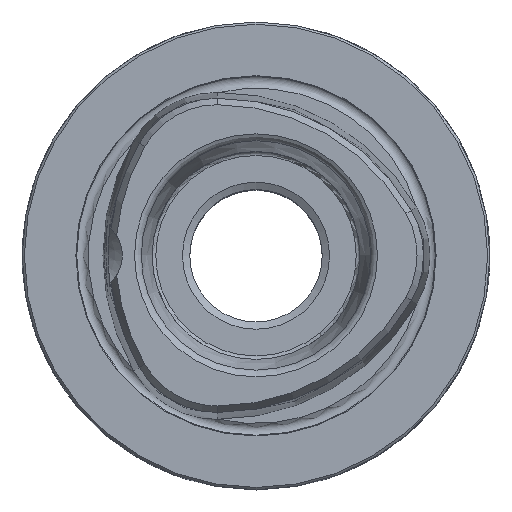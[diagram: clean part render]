
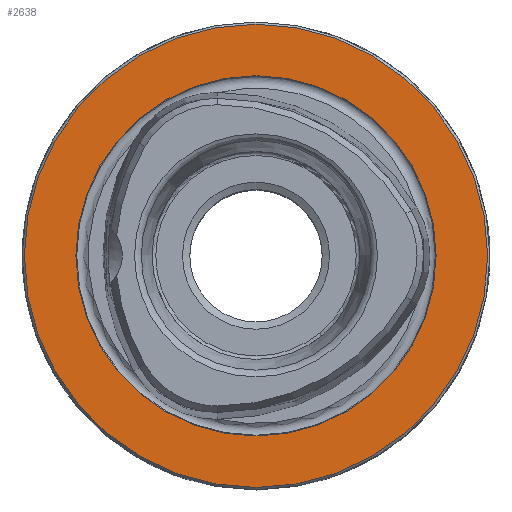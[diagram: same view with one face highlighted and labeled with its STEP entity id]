
A CAD part, top view. The second image highlights one B-rep face of the part: STEP entity #2638.
In plain terms, the highlighted planar face has unit normal (0, 0, 1).
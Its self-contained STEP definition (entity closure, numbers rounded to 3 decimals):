
#228=PLANE('',#2832);
#440=ORIENTED_EDGE('',*,*,#769,.T.);
#441=ORIENTED_EDGE('',*,*,#847,.F.);
#769=EDGE_CURVE('',#1001,#1001,#1164,.T.);
#847=EDGE_CURVE('',#1058,#1058,#1183,.T.);
#1001=VERTEX_POINT('',#3611);
#1058=VERTEX_POINT('',#3875);
#1164=CIRCLE('',#2774,31.2);
#1183=CIRCLE('',#2833,24.264);
#1332=EDGE_LOOP('',(#440));
#1333=EDGE_LOOP('',(#441));
#1525=FACE_BOUND('',#1332,.T.);
#1526=FACE_BOUND('',#1333,.T.);
#2638=ADVANCED_FACE('',(#1525,#1526),#228,.T.);
#2774=AXIS2_PLACEMENT_3D('',#3610,#3082,#3083);
#2832=AXIS2_PLACEMENT_3D('',#3873,#3228,#3229);
#2833=AXIS2_PLACEMENT_3D('',#3874,#3230,#3231);
#3082=DIRECTION('',(0.,0.,1.));
#3083=DIRECTION('',(1.,0.,0.));
#3228=DIRECTION('',(0.,0.,1.));
#3229=DIRECTION('',(1.,0.,0.));
#3230=DIRECTION('',(0.,0.,1.));
#3231=DIRECTION('',(1.,0.,0.));
#3610=CARTESIAN_POINT('',(0.,0.,0.));
#3611=CARTESIAN_POINT('',(31.2,0.,0.));
#3873=CARTESIAN_POINT('',(24.2,0.,0.));
#3874=CARTESIAN_POINT('',(0.,0.,0.));
#3875=CARTESIAN_POINT('',(24.264,0.,0.));
